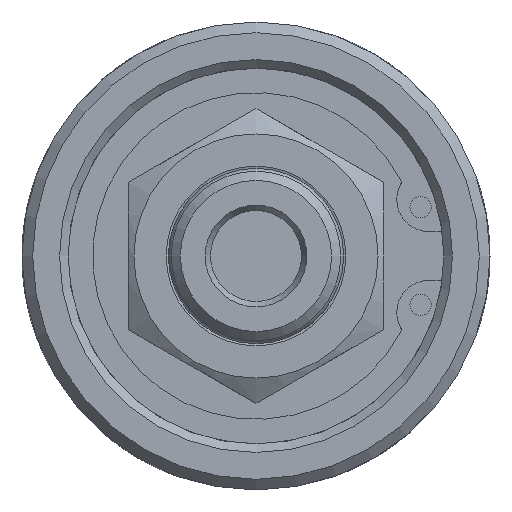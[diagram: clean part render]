
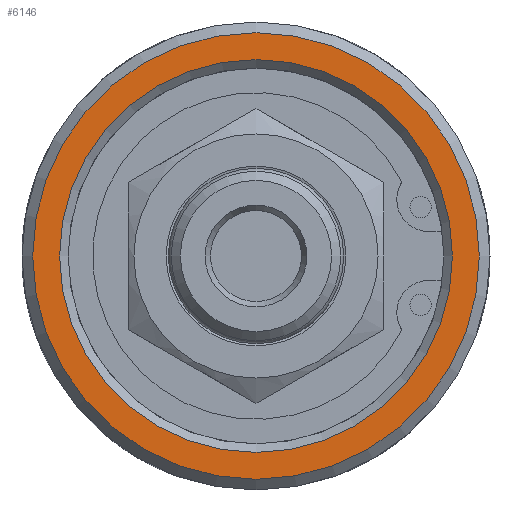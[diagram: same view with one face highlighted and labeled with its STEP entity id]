
A CAD part, left-side view. The second image highlights one B-rep face of the part: STEP entity #6146.
In plain terms, the highlighted planar face has unit normal (-1, 0, 0).
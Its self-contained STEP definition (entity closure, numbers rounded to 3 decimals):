
#641=FACE_BOUND('',#1895,.T.);
#1411=PLANE('',#6558);
#1528=FACE_OUTER_BOUND('',#1894,.T.);
#1894=EDGE_LOOP('',(#4184));
#1895=EDGE_LOOP('',(#4185));
#2314=CIRCLE('',#6548,20.85);
#2321=CIRCLE('',#6559,18.34);
#2548=VERTEX_POINT('',#8422);
#2554=VERTEX_POINT('',#8442);
#3199=EDGE_CURVE('',#2548,#2548,#2314,.T.);
#3208=EDGE_CURVE('',#2554,#2554,#2321,.T.);
#4184=ORIENTED_EDGE('',*,*,#3199,.F.);
#4185=ORIENTED_EDGE('',*,*,#3208,.F.);
#6146=ADVANCED_FACE('',(#1528,#641),#1411,.T.);
#6548=AXIS2_PLACEMENT_3D('',#8424,#7042,#7043);
#6558=AXIS2_PLACEMENT_3D('',#8441,#7064,#7065);
#6559=AXIS2_PLACEMENT_3D('',#8443,#7066,#7067);
#7042=DIRECTION('center_axis',(1.,0.,0.));
#7043=DIRECTION('ref_axis',(0.,-1.,0.));
#7064=DIRECTION('center_axis',(-1.,0.,0.));
#7065=DIRECTION('ref_axis',(0.,0.,1.));
#7066=DIRECTION('center_axis',(-1.,0.,0.));
#7067=DIRECTION('ref_axis',(0.,-1.,0.));
#8422=CARTESIAN_POINT('',(0.,20.85,0.));
#8424=CARTESIAN_POINT('Origin',(0.,0.,0.));
#8441=CARTESIAN_POINT('Origin',(0.,10.925,0.));
#8442=CARTESIAN_POINT('',(0.,18.34,0.));
#8443=CARTESIAN_POINT('Origin',(0.,0.,0.));
